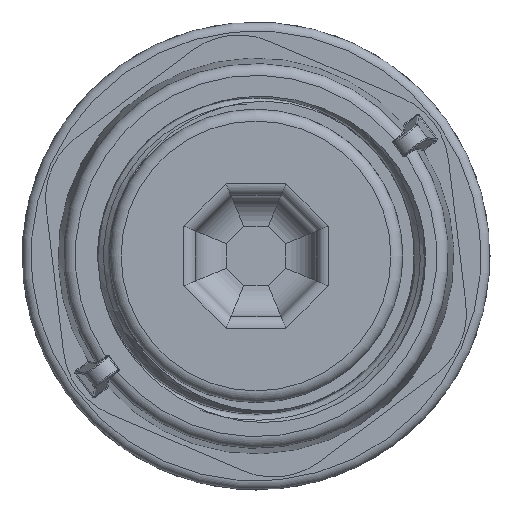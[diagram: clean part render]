
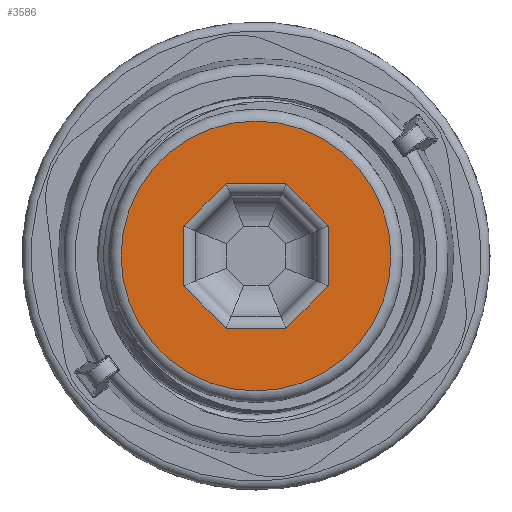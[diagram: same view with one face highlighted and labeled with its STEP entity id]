
A CAD part, front view. The second image highlights one B-rep face of the part: STEP entity #3586.
In plain terms, the highlighted planar face has unit normal (0, -1, 0).
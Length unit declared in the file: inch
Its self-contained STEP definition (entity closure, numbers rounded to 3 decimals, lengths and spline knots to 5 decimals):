
#41 = VERTEX_POINT ( 'NONE', #1362 ) ;
#49 = LINE ( 'NONE', #8434, #7586 ) ;
#110 = CARTESIAN_POINT ( 'NONE',  ( 0.185, -0.265, 0.07663 ) ) ;
#198 = CARTESIAN_POINT ( 'NONE',  ( -0.185, -0.265, -0.07663 ) ) ;
#212 = CIRCLE ( 'NONE', #3080, 0.346 ) ;
#612 = VECTOR ( 'NONE', #6818, 39.37008 ) ;
#1079 = EDGE_CURVE ( 'NONE', #41, #6660, #3878, .T. ) ;
#1095 = CARTESIAN_POINT ( 'NONE',  ( 0.07663, -0.265, 0.185 ) ) ;
#1116 = DIRECTION ( 'NONE',  ( 0.707, 0., 0.707 ) ) ;
#1144 = VECTOR ( 'NONE', #2734, 39.37008 ) ;
#1292 = ORIENTED_EDGE ( 'NONE', *, *, #1079, .F. ) ;
#1302 = CARTESIAN_POINT ( 'NONE',  ( 0., -0.265, 0. ) ) ;
#1362 = CARTESIAN_POINT ( 'NONE',  ( -0.07663, -0.265, 0.185 ) ) ;
#1421 = ORIENTED_EDGE ( 'NONE', *, *, #7796, .F. ) ;
#1585 = CARTESIAN_POINT ( 'NONE',  ( 0.185, -0.265, -0.07663 ) ) ;
#1637 = LINE ( 'NONE', #5413, #1144 ) ;
#1780 = DIRECTION ( 'NONE',  ( -1., 0., 0. ) ) ;
#1816 = LINE ( 'NONE', #110, #5931 ) ;
#1845 = CARTESIAN_POINT ( 'NONE',  ( 0.185, -0.265, 0.07663 ) ) ;
#1947 = VECTOR ( 'NONE', #1780, 39.37008 ) ;
#2062 = CARTESIAN_POINT ( 'NONE',  ( -0.185, -0.265, -0.07663 ) ) ;
#2110 = EDGE_LOOP ( 'NONE', ( #1292, #1421, #6160, #6774, #6762, #5995, #4528, #6681 ) ) ;
#2377 = VERTEX_POINT ( 'NONE', #2591 ) ;
#2411 = VECTOR ( 'NONE', #7647, 39.37008 ) ;
#2591 = CARTESIAN_POINT ( 'NONE',  ( -0.346, -0.265, 0. ) ) ;
#2619 = DIRECTION ( 'NONE',  ( 0., 1., 0. ) ) ;
#2639 = AXIS2_PLACEMENT_3D ( 'NONE', #3847, #6507, #3797 ) ;
#2725 = VERTEX_POINT ( 'NONE', #1845 ) ;
#2734 = DIRECTION ( 'NONE',  ( 0., 0., 1. ) ) ;
#2972 = VERTEX_POINT ( 'NONE', #6624 ) ;
#3080 = AXIS2_PLACEMENT_3D ( 'NONE', #1302, #2619, #7233 ) ;
#3586 = ADVANCED_FACE ( 'NONE', ( #7985, #4923 ), #8408, .T. ) ;
#3733 = VERTEX_POINT ( 'NONE', #6870 ) ;
#3797 = DIRECTION ( 'NONE',  ( 0., 0., -1. ) ) ;
#3847 = CARTESIAN_POINT ( 'NONE',  ( 0.203, -0.265, 0. ) ) ;
#3878 = LINE ( 'NONE', #6346, #2411 ) ;
#3896 = EDGE_CURVE ( 'NONE', #6660, #4110, #49, .T. ) ;
#3921 = LINE ( 'NONE', #1095, #1947 ) ;
#3942 = EDGE_CURVE ( 'NONE', #2725, #2972, #1816, .T. ) ;
#4065 = EDGE_LOOP ( 'NONE', ( #7868 ) ) ;
#4110 = VERTEX_POINT ( 'NONE', #198 ) ;
#4124 = CARTESIAN_POINT ( 'NONE',  ( -0.07663, -0.265, -0.185 ) ) ;
#4217 = CARTESIAN_POINT ( 'NONE',  ( -0.07663, -0.265, -0.185 ) ) ;
#4528 = ORIENTED_EDGE ( 'NONE', *, *, #7409, .F. ) ;
#4818 = VERTEX_POINT ( 'NONE', #1585 ) ;
#4923 = FACE_OUTER_BOUND ( 'NONE', #4065, .T. ) ;
#5140 = DIRECTION ( 'NONE',  ( 0., 0., -1. ) ) ;
#5413 = CARTESIAN_POINT ( 'NONE',  ( 0.185, -0.265, -0.07663 ) ) ;
#5517 = DIRECTION ( 'NONE',  ( 1., 0., 0. ) ) ;
#5595 = VECTOR ( 'NONE', #5517, 39.37008 ) ;
#5931 = VECTOR ( 'NONE', #6184, 39.37008 ) ;
#5995 = ORIENTED_EDGE ( 'NONE', *, *, #8176, .F. ) ;
#6160 = ORIENTED_EDGE ( 'NONE', *, *, #3942, .F. ) ;
#6184 = DIRECTION ( 'NONE',  ( -0.707, 0., 0.707 ) ) ;
#6346 = CARTESIAN_POINT ( 'NONE',  ( -0.07663, -0.265, 0.185 ) ) ;
#6507 = DIRECTION ( 'NONE',  ( 0., -1., 0. ) ) ;
#6606 = LINE ( 'NONE', #2062, #612 ) ;
#6624 = CARTESIAN_POINT ( 'NONE',  ( 0.07663, -0.265, 0.185 ) ) ;
#6660 = VERTEX_POINT ( 'NONE', #6710 ) ;
#6681 = ORIENTED_EDGE ( 'NONE', *, *, #3896, .F. ) ;
#6710 = CARTESIAN_POINT ( 'NONE',  ( -0.185, -0.265, 0.07663 ) ) ;
#6762 = ORIENTED_EDGE ( 'NONE', *, *, #8448, .F. ) ;
#6774 = ORIENTED_EDGE ( 'NONE', *, *, #7506, .F. ) ;
#6818 = DIRECTION ( 'NONE',  ( 0.707, 0., -0.707 ) ) ;
#6870 = CARTESIAN_POINT ( 'NONE',  ( 0.07663, -0.265, -0.185 ) ) ;
#7233 = DIRECTION ( 'NONE',  ( -1., 0., 0. ) ) ;
#7409 = EDGE_CURVE ( 'NONE', #4110, #8199, #6606, .T. ) ;
#7431 = VECTOR ( 'NONE', #1116, 39.37008 ) ;
#7506 = EDGE_CURVE ( 'NONE', #4818, #2725, #1637, .T. ) ;
#7586 = VECTOR ( 'NONE', #5140, 39.37008 ) ;
#7647 = DIRECTION ( 'NONE',  ( -0.707, 0., -0.707 ) ) ;
#7711 = CARTESIAN_POINT ( 'NONE',  ( 0.07663, -0.265, -0.185 ) ) ;
#7796 = EDGE_CURVE ( 'NONE', #2972, #41, #3921, .T. ) ;
#7868 = ORIENTED_EDGE ( 'NONE', *, *, #8539, .F. ) ;
#7985 = FACE_BOUND ( 'NONE', #2110, .T. ) ;
#8176 = EDGE_CURVE ( 'NONE', #8199, #3733, #8370, .T. ) ;
#8199 = VERTEX_POINT ( 'NONE', #4124 ) ;
#8265 = LINE ( 'NONE', #7711, #7431 ) ;
#8370 = LINE ( 'NONE', #4217, #5595 ) ;
#8408 = PLANE ( 'NONE',  #2639 ) ;
#8434 = CARTESIAN_POINT ( 'NONE',  ( -0.185, -0.265, 0.07663 ) ) ;
#8448 = EDGE_CURVE ( 'NONE', #3733, #4818, #8265, .T. ) ;
#8539 = EDGE_CURVE ( 'NONE', #2377, #2377, #212, .T. ) ;
